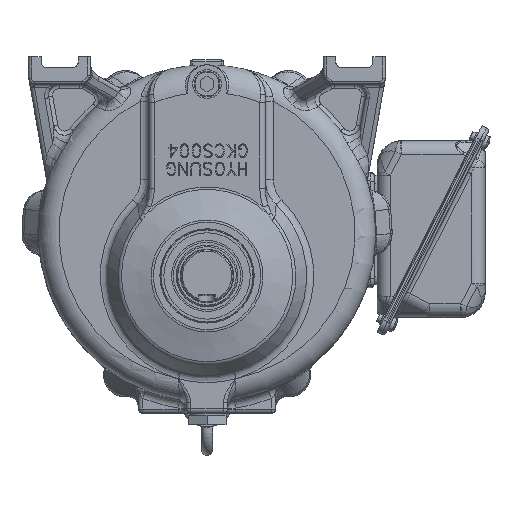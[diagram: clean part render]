
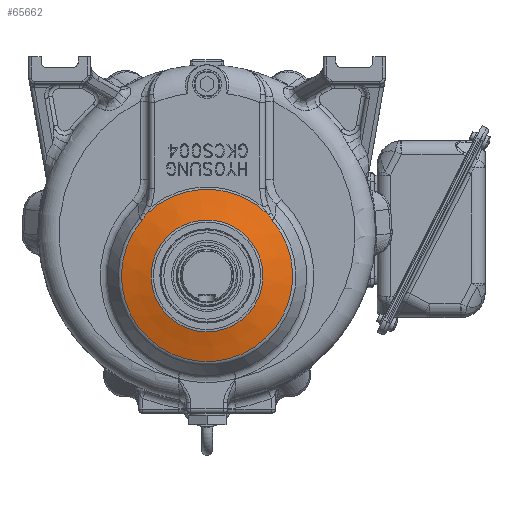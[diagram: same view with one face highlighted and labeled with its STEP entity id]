
A CAD part, top view. The second image highlights one B-rep face of the part: STEP entity #65662.
In plain terms, the highlighted conical face has half-angle 73.74 degrees and reference radius 64 mm.
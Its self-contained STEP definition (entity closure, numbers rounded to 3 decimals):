
#222=CONICAL_SURFACE('',#70203,64.,1.287);
#2138=B_SPLINE_CURVE_WITH_KNOTS('',3,(#97705,#97706,#97707,#97708),
 .UNSPECIFIED.,.F.,.F.,(4,4),(0.,0.005),
 .UNSPECIFIED.);
#2139=B_SPLINE_CURVE_WITH_KNOTS('',3,(#97712,#97713,#97714,#97715),
 .UNSPECIFIED.,.F.,.F.,(4,4),(0.,0.005),.UNSPECIFIED.);
#5130=CIRCLE('',#70204,40.823);
#5131=CIRCLE('',#70205,63.177);
#5132=CIRCLE('',#70206,62.459);
#8651=ORIENTED_EDGE('',*,*,#29026,.T.);
#8652=ORIENTED_EDGE('',*,*,#29027,.T.);
#8653=ORIENTED_EDGE('',*,*,#29028,.T.);
#8654=ORIENTED_EDGE('',*,*,#29029,.T.);
#8655=ORIENTED_EDGE('',*,*,#29030,.T.);
#29026=EDGE_CURVE('',#39189,#39189,#5130,.F.);
#29027=EDGE_CURVE('',#39190,#39191,#5131,.F.);
#29028=EDGE_CURVE('',#39191,#39192,#2138,.T.);
#29029=EDGE_CURVE('',#39192,#39193,#5132,.T.);
#29030=EDGE_CURVE('',#39193,#39190,#2139,.T.);
#39189=VERTEX_POINT('',#97701);
#39190=VERTEX_POINT('',#97703);
#39191=VERTEX_POINT('',#97704);
#39192=VERTEX_POINT('',#97709);
#39193=VERTEX_POINT('',#97711);
#54912=EDGE_LOOP('',(#8651));
#54913=EDGE_LOOP('',(#8652,#8653,#8654,#8655));
#59570=FACE_BOUND('',#54912,.T.);
#59571=FACE_BOUND('',#54913,.T.);
#65662=ADVANCED_FACE('',(#59570,#59571),#222,.T.);
#70203=AXIS2_PLACEMENT_3D('',#97699,#77333,#77334);
#70204=AXIS2_PLACEMENT_3D('',#97700,#77335,#77336);
#70205=AXIS2_PLACEMENT_3D('',#97702,#77337,#77338);
#70206=AXIS2_PLACEMENT_3D('',#97710,#77339,#77340);
#77333=DIRECTION('',(0.,0.,-1.));
#77334=DIRECTION('',(0.,1.,0.));
#77335=DIRECTION('',(0.,0.,1.));
#77336=DIRECTION('',(0.,-1.,0.));
#77337=DIRECTION('',(0.,0.,-1.));
#77338=DIRECTION('',(0.,1.,0.));
#77339=DIRECTION('',(0.,0.,1.));
#77340=DIRECTION('',(0.,-1.,0.));
#97699=CARTESIAN_POINT('',(0.,-31.,104.));
#97700=CARTESIAN_POINT('',(0.,-31.,110.76));
#97701=CARTESIAN_POINT('',(0.,-71.823,110.76));
#97702=CARTESIAN_POINT('',(0.,-31.,104.24));
#97703=CARTESIAN_POINT('',(44.618,13.728,104.24));
#97704=CARTESIAN_POINT('',(-44.618,13.728,104.24));
#97705=CARTESIAN_POINT('',(-44.618,13.728,104.24));
#97706=CARTESIAN_POINT('',(-45.462,12.239,104.374));
#97707=CARTESIAN_POINT('',(-46.419,10.825,104.45));
#97708=CARTESIAN_POINT('',(-47.534,9.516,104.45));
#97709=CARTESIAN_POINT('',(-47.534,9.516,104.45));
#97710=CARTESIAN_POINT('',(0.,-31.,104.45));
#97711=CARTESIAN_POINT('',(47.534,9.516,104.45));
#97712=CARTESIAN_POINT('',(47.534,9.516,104.45));
#97713=CARTESIAN_POINT('',(46.419,10.825,104.45));
#97714=CARTESIAN_POINT('',(45.462,12.239,104.374));
#97715=CARTESIAN_POINT('',(44.618,13.728,104.24));
